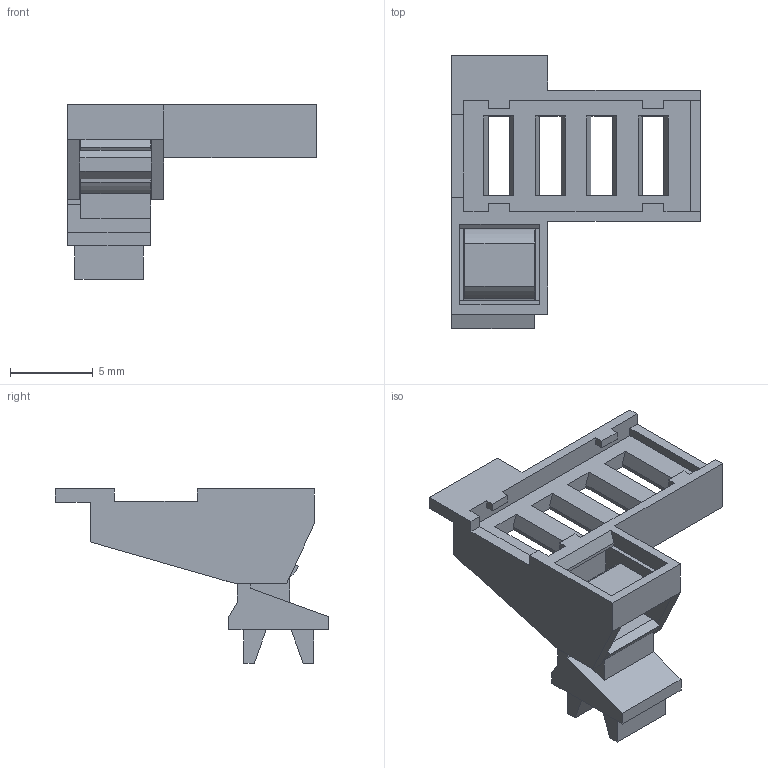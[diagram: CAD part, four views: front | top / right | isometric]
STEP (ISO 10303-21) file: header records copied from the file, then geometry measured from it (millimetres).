
FILE_DESCRIPTION(('CATIA V5R19 STEP'),'2;1');
FILE_NAME ('D1453999_0_1636530000_1636530000.stp','2015-01-12T14:26:09+00:00',('none'),('Weidmueller'),'CATIA Version 5 Release 20 SP 5 (IN-10)','CATIA V5 STEP AP214','none');
FILE_SCHEMA(('AUTOMOTIVE_DESIGN { 1 0 10303 214 1 1 1 1 }'));
Length unit declared in the file: millimetre
Products named in the file (1): SCHT ZGB 15
Bounding box: 15 x 16.45 x 10.5 mm (x, y, z)
Volume: 344.3 mm3; surface area: 913.6 mm2
Topology: 2 solids, 2 shells, 135 faces, 386 edges, 255 vertices
Faces by surface type: plane 130, cylinder 5
Entity records: 4165 total; most frequent: ORIENTED_EDGE 772, CARTESIAN_POINT 739, DIRECTION 580, EDGE_CURVE 386, VECTOR 376, LINE 376, VERTEX_POINT 255, EDGE_LOOP 147
